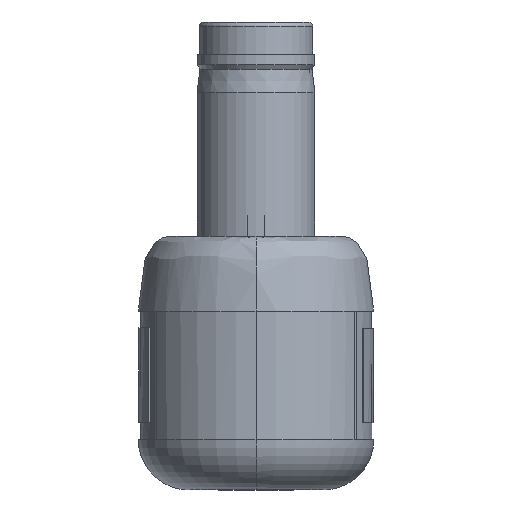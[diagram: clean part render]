
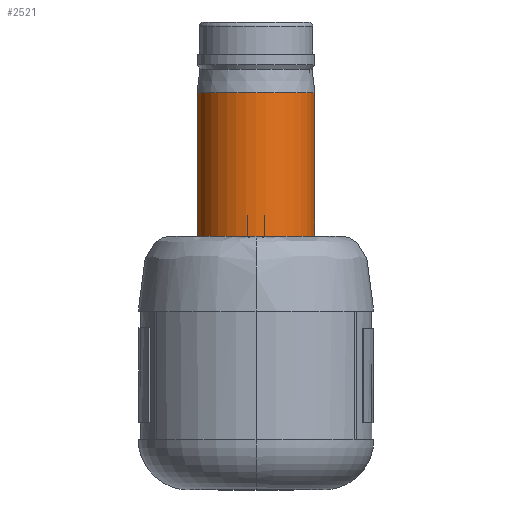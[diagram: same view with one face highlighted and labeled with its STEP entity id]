
A CAD part, left-side view. The second image highlights one B-rep face of the part: STEP entity #2521.
In plain terms, the highlighted cylindrical face has radius 2.755 mm (diameter 5.51 mm), a partial arc.
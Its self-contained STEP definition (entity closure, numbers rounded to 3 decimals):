
#185 = EDGE_CURVE ( 'NONE', #24152, #20741, #30362, .T. ) ;
#203 = VECTOR ( 'NONE', #31622, 1000. ) ;
#810 = CARTESIAN_POINT ( 'NONE',  ( 2.8, 0., 2.755 ) ) ;
#1063 = CARTESIAN_POINT ( 'NONE',  ( 14.5, 0., -2.755 ) ) ;
#2521 = ADVANCED_FACE ( 'NONE', ( #15037 ), #4498, .T. ) ;
#3026 = EDGE_CURVE ( 'NONE', #26436, #20741, #13431, .T. ) ;
#3232 = CARTESIAN_POINT ( 'NONE',  ( 2.8, 0., 0. ) ) ;
#4498 = CYLINDRICAL_SURFACE ( 'NONE', #9745, 2.755 ) ;
#7612 = CIRCLE ( 'NONE', #28315, 2.755 ) ;
#8095 = DIRECTION ( 'NONE',  ( -1., 0., 0. ) ) ;
#8413 = ORIENTED_EDGE ( 'NONE', *, *, #185, .F. ) ;
#8923 = CARTESIAN_POINT ( 'NONE',  ( 14.5, 0., 2.755 ) ) ;
#8948 = ORIENTED_EDGE ( 'NONE', *, *, #31388, .F. ) ;
#9745 = AXIS2_PLACEMENT_3D ( 'NONE', #30555, #8095, #22954 ) ;
#9747 = DIRECTION ( 'NONE',  ( -1., 0., 0. ) ) ;
#11412 = VECTOR ( 'NONE', #9747, 1000. ) ;
#12210 = ORIENTED_EDGE ( 'NONE', *, *, #3026, .T. ) ;
#13431 = LINE ( 'NONE', #8923, #203 ) ;
#14300 = EDGE_LOOP ( 'NONE', ( #8948, #30085, #12210, #8413 ) ) ;
#15037 = FACE_OUTER_BOUND ( 'NONE', #14300, .T. ) ;
#15847 = CARTESIAN_POINT ( 'NONE',  ( 13.9, 0., 2.755 ) ) ;
#16248 = CARTESIAN_POINT ( 'NONE',  ( 13.9, 0., -2.755 ) ) ;
#18445 = VERTEX_POINT ( 'NONE', #16248 ) ;
#19294 = AXIS2_PLACEMENT_3D ( 'NONE', #3232, #23595, #31008 ) ;
#19516 = EDGE_CURVE ( 'NONE', #18445, #26436, #7612, .T. ) ;
#20741 = VERTEX_POINT ( 'NONE', #810 ) ;
#22045 = CARTESIAN_POINT ( 'NONE',  ( 13.9, 0., 0. ) ) ;
#22770 = CARTESIAN_POINT ( 'NONE',  ( 2.8, 0., -2.755 ) ) ;
#22954 = DIRECTION ( 'NONE',  ( 0., 0., 1. ) ) ;
#23595 = DIRECTION ( 'NONE',  ( -1., 0., 0. ) ) ;
#24152 = VERTEX_POINT ( 'NONE', #22770 ) ;
#26436 = VERTEX_POINT ( 'NONE', #15847 ) ;
#27014 = DIRECTION ( 'NONE',  ( -1., 0., 0. ) ) ;
#27748 = LINE ( 'NONE', #1063, #11412 ) ;
#28315 = AXIS2_PLACEMENT_3D ( 'NONE', #22045, #27014, #31867 ) ;
#30085 = ORIENTED_EDGE ( 'NONE', *, *, #19516, .T. ) ;
#30362 = CIRCLE ( 'NONE', #19294, 2.755 ) ;
#30555 = CARTESIAN_POINT ( 'NONE',  ( 14.5, 0., 0. ) ) ;
#31008 = DIRECTION ( 'NONE',  ( 0., 0., 1. ) ) ;
#31388 = EDGE_CURVE ( 'NONE', #18445, #24152, #27748, .T. ) ;
#31622 = DIRECTION ( 'NONE',  ( -1., 0., 0. ) ) ;
#31867 = DIRECTION ( 'NONE',  ( 0., 0., 1. ) ) ;
